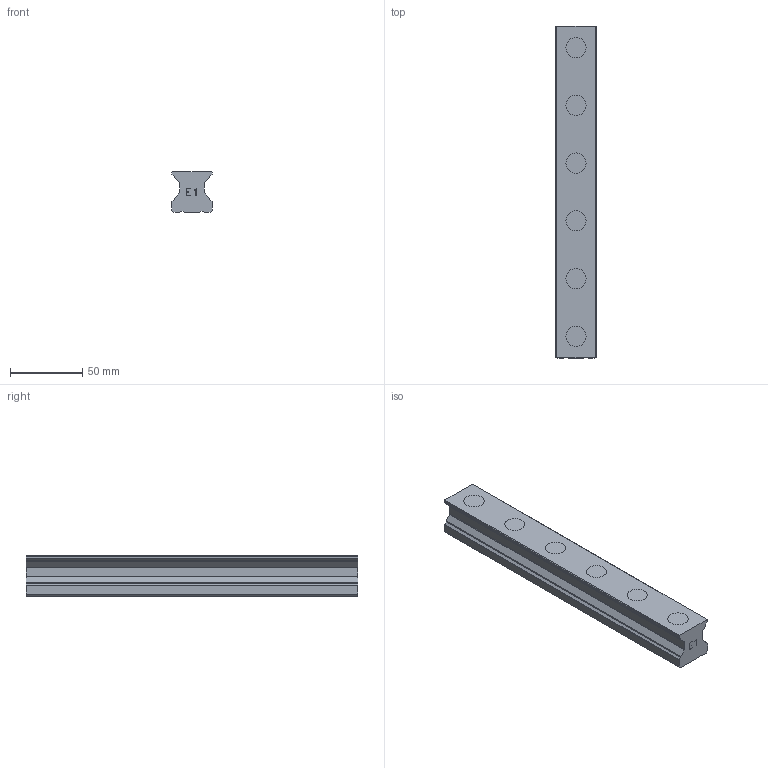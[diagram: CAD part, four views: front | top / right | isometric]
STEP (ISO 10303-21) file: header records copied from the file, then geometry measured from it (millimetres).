
FILE_DESCRIPTION(('STEP AP214'),'1');
FILE_NAME('cctmp_2D4F9927-EE8F-4378-8950-B1916D07B20F_2021_03_11_12_36_18_0525..stp','2021-03-11T11:36:18',('HIWIN GmbH'),('CADClick - www.CADClick.com'),'Spatial InterOp 3D',' ','unknown authorization');
FILE_SCHEMA(('AUTOMOTIVE_DESIGN'));
Length unit declared in the file: millimetre
Products named in the file (1): RGR30R230H_FILE
Bounding box: 28 x 230 x 28 mm (x, y, z)
Volume: 131318.5 mm3; surface area: 35574.3 mm2
Topology: 1 solids, 1 shells, 169 faces, 435 edges, 290 vertices
Faces by surface type: plane 115, cylinder 54
Entity records: 6513 total; most frequent: CARTESIAN_POINT 895, DIRECTION 883, ORIENTED_EDGE 870, EDGE_CURVE 435, LINE 327, VECTOR 327, VERTEX_POINT 290, AXIS2_PLACEMENT_3D 278
